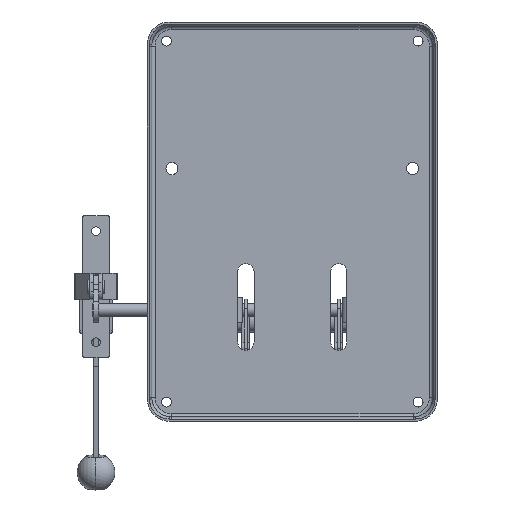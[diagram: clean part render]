
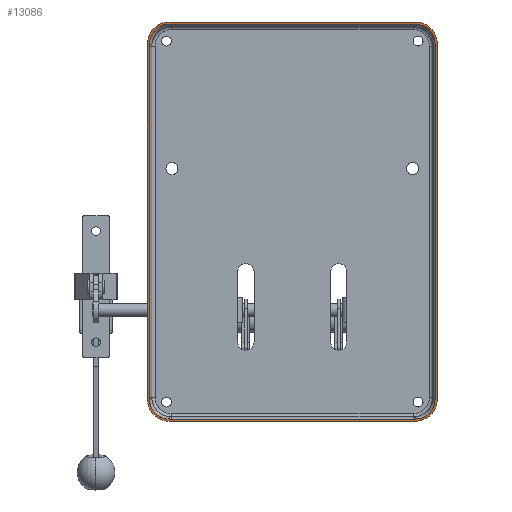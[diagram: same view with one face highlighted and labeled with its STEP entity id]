
A CAD part, front view. The second image highlights one B-rep face of the part: STEP entity #13086.
In plain terms, the highlighted planar face has unit normal (0, -1, 0).
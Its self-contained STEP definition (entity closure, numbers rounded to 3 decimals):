
#138 = EDGE_CURVE ( 'NONE', #29817, #15191, #40195, .T. ) ;
#170 = AXIS2_PLACEMENT_3D ( 'NONE', #40154, #18915, #31333 ) ;
#596 = LINE ( 'NONE', #14736, #6556 ) ;
#858 = FACE_OUTER_BOUND ( 'NONE', #13900, .T. ) ;
#1336 = CARTESIAN_POINT ( 'NONE',  ( -132.5, 0., 162.5 ) ) ;
#2183 = DIRECTION ( 'NONE',  ( 0., -1., 0. ) ) ;
#2194 = EDGE_CURVE ( 'NONE', #41510, #37693, #31414, .T. ) ;
#2697 = VECTOR ( 'NONE', #22897, 1000. ) ;
#2847 = DIRECTION ( 'NONE',  ( 0., 0., -1. ) ) ;
#3033 = DIRECTION ( 'NONE',  ( 0., -1., 0. ) ) ;
#3084 = ORIENTED_EDGE ( 'NONE', *, *, #42220, .T. ) ;
#3583 = CARTESIAN_POINT ( 'NONE',  ( -130.5, 0., 0. ) ) ;
#3985 = LINE ( 'NONE', #39861, #47583 ) ;
#4042 = AXIS2_PLACEMENT_3D ( 'NONE', #11755, #15987, #34861 ) ;
#4644 = EDGE_CURVE ( 'NONE', #21876, #6703, #31804, .T. ) ;
#5895 = ORIENTED_EDGE ( 'NONE', *, *, #36089, .F. ) ;
#6256 = DIRECTION ( 'NONE',  ( -1., 0., 0. ) ) ;
#6320 = CIRCLE ( 'NONE', #4042, 20. ) ;
#6556 = VECTOR ( 'NONE', #44319, 1000. ) ;
#6646 = CARTESIAN_POINT ( 'NONE',  ( -132.5, 0., 182.5 ) ) ;
#6703 = VERTEX_POINT ( 'NONE', #1336 ) ;
#8282 = EDGE_CURVE ( 'NONE', #41510, #8658, #41842, .T. ) ;
#8658 = VERTEX_POINT ( 'NONE', #18235 ) ;
#8867 = VECTOR ( 'NONE', #35362, 1000. ) ;
#9829 = CARTESIAN_POINT ( 'NONE',  ( -112.5, 0., -162.5 ) ) ;
#9927 = ORIENTED_EDGE ( 'NONE', *, *, #2194, .F. ) ;
#10311 = CARTESIAN_POINT ( 'NONE',  ( -132.5, 0., -162.5 ) ) ;
#11166 = ORIENTED_EDGE ( 'NONE', *, *, #4644, .F. ) ;
#11467 = ORIENTED_EDGE ( 'NONE', *, *, #138, .F. ) ;
#11494 = VERTEX_POINT ( 'NONE', #32884 ) ;
#11511 = EDGE_CURVE ( 'NONE', #42786, #6703, #6320, .T. ) ;
#11755 = CARTESIAN_POINT ( 'NONE',  ( -112.5, 0., 162.5 ) ) ;
#12730 = ORIENTED_EDGE ( 'NONE', *, *, #17581, .F. ) ;
#12837 = CARTESIAN_POINT ( 'NONE',  ( 112.5, 0., -162.5 ) ) ;
#13086 = ADVANCED_FACE ( 'NONE', ( #858, #28011 ), #35195, .T. ) ;
#13900 = EDGE_LOOP ( 'NONE', ( #17919, #18987, #11166, #39726, #9927, #52110, #14876, #3084 ) ) ;
#14736 = CARTESIAN_POINT ( 'NONE',  ( 130.5, 0., 0. ) ) ;
#14834 = AXIS2_PLACEMENT_3D ( 'NONE', #12837, #46648, #42415 ) ;
#14876 = ORIENTED_EDGE ( 'NONE', *, *, #22921, .F. ) ;
#14901 = DIRECTION ( 'NONE',  ( 0., 0., -1. ) ) ;
#15191 = VERTEX_POINT ( 'NONE', #25572 ) ;
#15796 = VECTOR ( 'NONE', #28825, 1000. ) ;
#15934 = DIRECTION ( 'NONE',  ( 0., -1., 0. ) ) ;
#15987 = DIRECTION ( 'NONE',  ( 0., -1., 0. ) ) ;
#16337 = EDGE_CURVE ( 'NONE', #49425, #36287, #39539, .T. ) ;
#17299 = DIRECTION ( 'NONE',  ( 0., -1., 0. ) ) ;
#17581 = EDGE_CURVE ( 'NONE', #47361, #36287, #31263, .T. ) ;
#17708 = ORIENTED_EDGE ( 'NONE', *, *, #16337, .T. ) ;
#17919 = ORIENTED_EDGE ( 'NONE', *, *, #54789, .F. ) ;
#17946 = VERTEX_POINT ( 'NONE', #52014 ) ;
#18235 = CARTESIAN_POINT ( 'NONE',  ( 132.5, 0., -162.5 ) ) ;
#18915 = DIRECTION ( 'NONE',  ( 0., -1., 0. ) ) ;
#18987 = ORIENTED_EDGE ( 'NONE', *, *, #11511, .T. ) ;
#19136 = EDGE_CURVE ( 'NONE', #47361, #17946, #31088, .T. ) ;
#20443 = CARTESIAN_POINT ( 'NONE',  ( -130.5, 0., -162.5 ) ) ;
#20884 = CARTESIAN_POINT ( 'NONE',  ( 130.5, 0., 162.5 ) ) ;
#20990 = AXIS2_PLACEMENT_3D ( 'NONE', #9829, #31303, #22583 ) ;
#21469 = CARTESIAN_POINT ( 'NONE',  ( 132.5, 0., 162.5 ) ) ;
#21876 = VERTEX_POINT ( 'NONE', #10311 ) ;
#22254 = VERTEX_POINT ( 'NONE', #21469 ) ;
#22583 = DIRECTION ( 'NONE',  ( 0., 0., -1. ) ) ;
#22589 = CARTESIAN_POINT ( 'NONE',  ( -112.5, 0., 182.5 ) ) ;
#22897 = DIRECTION ( 'NONE',  ( 0., 0., 1. ) ) ;
#22921 = EDGE_CURVE ( 'NONE', #22254, #8658, #3985, .T. ) ;
#23703 = ORIENTED_EDGE ( 'NONE', *, *, #40752, .T. ) ;
#23777 = DIRECTION ( 'NONE',  ( 0., 0., -1. ) ) ;
#24429 = AXIS2_PLACEMENT_3D ( 'NONE', #28020, #15934, #2847 ) ;
#24598 = EDGE_CURVE ( 'NONE', #21876, #37693, #36848, .T. ) ;
#25009 = DIRECTION ( 'NONE',  ( 1., 0., 0. ) ) ;
#25572 = CARTESIAN_POINT ( 'NONE',  ( 130.5, 0., -162.5 ) ) ;
#26376 = VERTEX_POINT ( 'NONE', #37590 ) ;
#26704 = AXIS2_PLACEMENT_3D ( 'NONE', #48080, #27649, #52715 ) ;
#26886 = CARTESIAN_POINT ( 'NONE',  ( -132.5, 0., -182.5 ) ) ;
#27648 = CARTESIAN_POINT ( 'NONE',  ( -112.5, 0., -182.5 ) ) ;
#27649 = DIRECTION ( 'NONE',  ( 0., -1., 0. ) ) ;
#27719 = AXIS2_PLACEMENT_3D ( 'NONE', #39283, #17299, #46833 ) ;
#28011 = FACE_BOUND ( 'NONE', #32524, .T. ) ;
#28020 = CARTESIAN_POINT ( 'NONE',  ( -112.5, 0., -162.5 ) ) ;
#28144 = EDGE_CURVE ( 'NONE', #49425, #26376, #31948, .T. ) ;
#28598 = EDGE_CURVE ( 'NONE', #29817, #26376, #37114, .T. ) ;
#28825 = DIRECTION ( 'NONE',  ( 1., 0., 0. ) ) ;
#29185 = CARTESIAN_POINT ( 'NONE',  ( 0., 0., 180.5 ) ) ;
#29817 = VERTEX_POINT ( 'NONE', #51247 ) ;
#29837 = ORIENTED_EDGE ( 'NONE', *, *, #28598, .T. ) ;
#30713 = CARTESIAN_POINT ( 'NONE',  ( 0., 0., -180.5 ) ) ;
#31088 = LINE ( 'NONE', #29185, #15796 ) ;
#31263 = CIRCLE ( 'NONE', #50990, 18. ) ;
#31303 = DIRECTION ( 'NONE',  ( 0., -1., 0. ) ) ;
#31333 = DIRECTION ( 'NONE',  ( 0., 0., -1. ) ) ;
#31414 = LINE ( 'NONE', #26886, #8867 ) ;
#31716 = ORIENTED_EDGE ( 'NONE', *, *, #28144, .F. ) ;
#31804 = LINE ( 'NONE', #6646, #2697 ) ;
#31948 = CIRCLE ( 'NONE', #20990, 18. ) ;
#32524 = EDGE_LOOP ( 'NONE', ( #12730, #44154, #5895, #23703, #11467, #29837, #31716, #17708 ) ) ;
#32884 = CARTESIAN_POINT ( 'NONE',  ( 112.5, 0., 182.5 ) ) ;
#33211 = DIRECTION ( 'NONE',  ( 0., 0., 1. ) ) ;
#34861 = DIRECTION ( 'NONE',  ( 0., 0., -1. ) ) ;
#35195 = PLANE ( 'NONE',  #170 ) ;
#35362 = DIRECTION ( 'NONE',  ( -1., 0., 0. ) ) ;
#36089 = EDGE_CURVE ( 'NONE', #52993, #17946, #43353, .T. ) ;
#36287 = VERTEX_POINT ( 'NONE', #53267 ) ;
#36338 = CARTESIAN_POINT ( 'NONE',  ( -112.5, 0., 162.5 ) ) ;
#36820 = AXIS2_PLACEMENT_3D ( 'NONE', #52228, #2183, #14901 ) ;
#36848 = CIRCLE ( 'NONE', #24429, 20. ) ;
#37114 = LINE ( 'NONE', #30713, #43697 ) ;
#37590 = CARTESIAN_POINT ( 'NONE',  ( -112.5, 0., -180.5 ) ) ;
#37693 = VERTEX_POINT ( 'NONE', #27648 ) ;
#39283 = CARTESIAN_POINT ( 'NONE',  ( 112.5, 0., 162.5 ) ) ;
#39539 = LINE ( 'NONE', #3583, #53788 ) ;
#39726 = ORIENTED_EDGE ( 'NONE', *, *, #24598, .T. ) ;
#39861 = CARTESIAN_POINT ( 'NONE',  ( 132.5, 0., 182.5 ) ) ;
#40154 = CARTESIAN_POINT ( 'NONE',  ( 0., 0., 0. ) ) ;
#40195 = CIRCLE ( 'NONE', #14834, 18. ) ;
#40752 = EDGE_CURVE ( 'NONE', #52993, #15191, #596, .T. ) ;
#41510 = VERTEX_POINT ( 'NONE', #50979 ) ;
#41842 = CIRCLE ( 'NONE', #36820, 20. ) ;
#42220 = EDGE_CURVE ( 'NONE', #22254, #11494, #49053, .T. ) ;
#42288 = VECTOR ( 'NONE', #25009, 1000. ) ;
#42415 = DIRECTION ( 'NONE',  ( 0., 0., -1. ) ) ;
#42786 = VERTEX_POINT ( 'NONE', #22589 ) ;
#43353 = CIRCLE ( 'NONE', #26704, 18. ) ;
#43697 = VECTOR ( 'NONE', #6256, 1000. ) ;
#44076 = DIRECTION ( 'NONE',  ( 0., 0., -1. ) ) ;
#44154 = ORIENTED_EDGE ( 'NONE', *, *, #19136, .T. ) ;
#44319 = DIRECTION ( 'NONE',  ( 0., 0., -1. ) ) ;
#45983 = CARTESIAN_POINT ( 'NONE',  ( -132.5, 0., 182.5 ) ) ;
#46648 = DIRECTION ( 'NONE',  ( 0., -1., 0. ) ) ;
#46833 = DIRECTION ( 'NONE',  ( 0., 0., -1. ) ) ;
#47361 = VERTEX_POINT ( 'NONE', #53088 ) ;
#47583 = VECTOR ( 'NONE', #44076, 1000. ) ;
#48080 = CARTESIAN_POINT ( 'NONE',  ( 112.5, 0., 162.5 ) ) ;
#49053 = CIRCLE ( 'NONE', #27719, 20. ) ;
#49425 = VERTEX_POINT ( 'NONE', #20443 ) ;
#50979 = CARTESIAN_POINT ( 'NONE',  ( 112.5, 0., -182.5 ) ) ;
#50990 = AXIS2_PLACEMENT_3D ( 'NONE', #36338, #3033, #23777 ) ;
#51247 = CARTESIAN_POINT ( 'NONE',  ( 112.5, 0., -180.5 ) ) ;
#52014 = CARTESIAN_POINT ( 'NONE',  ( 112.5, 0., 180.5 ) ) ;
#52110 = ORIENTED_EDGE ( 'NONE', *, *, #8282, .T. ) ;
#52228 = CARTESIAN_POINT ( 'NONE',  ( 112.5, 0., -162.5 ) ) ;
#52715 = DIRECTION ( 'NONE',  ( 0., 0., -1. ) ) ;
#52993 = VERTEX_POINT ( 'NONE', #20884 ) ;
#53088 = CARTESIAN_POINT ( 'NONE',  ( -112.5, 0., 180.5 ) ) ;
#53267 = CARTESIAN_POINT ( 'NONE',  ( -130.5, 0., 162.5 ) ) ;
#53556 = LINE ( 'NONE', #45983, #42288 ) ;
#53788 = VECTOR ( 'NONE', #33211, 1000. ) ;
#54789 = EDGE_CURVE ( 'NONE', #42786, #11494, #53556, .T. ) ;
